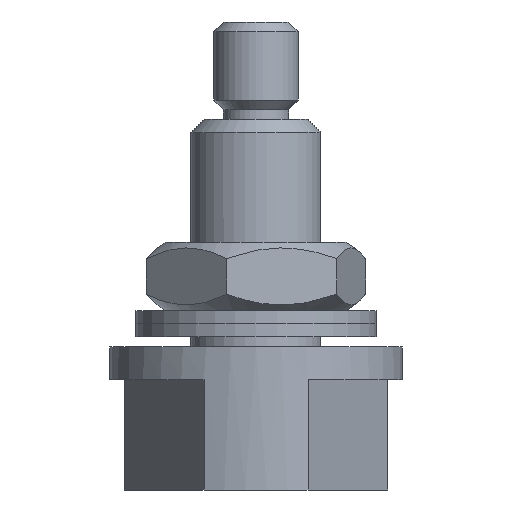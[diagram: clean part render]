
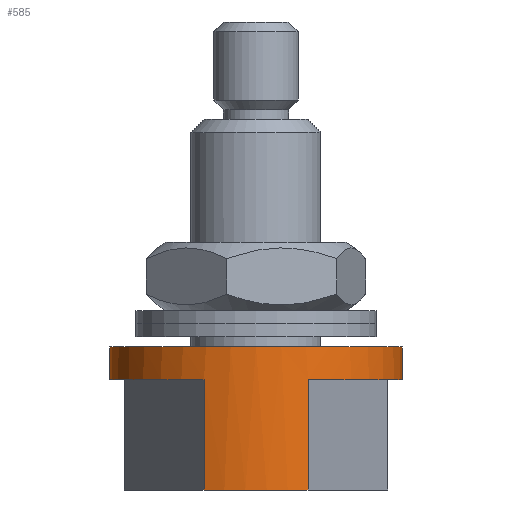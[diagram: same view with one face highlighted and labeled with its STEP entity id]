
A CAD part, left-side view. The second image highlights one B-rep face of the part: STEP entity #585.
In plain terms, the highlighted cylindrical face has radius 4.5 mm (diameter 9 mm), a full revolution.
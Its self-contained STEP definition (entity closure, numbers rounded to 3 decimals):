
#66=B_SPLINE_CURVE_WITH_KNOTS('',3,(#1009,#1010,#1011,#1012,#1013,#1014,
#1015,#1016,#1017,#1018),.UNSPECIFIED.,.F.,.F.,(4,2,2,2,4),(0.637,
0.691,0.744,0.797,0.85),
 .UNSPECIFIED.);
#67=B_SPLINE_CURVE_WITH_KNOTS('',3,(#1020,#1021,#1022,#1023,#1024,#1025,
#1026,#1027,#1028,#1029),.UNSPECIFIED.,.F.,.F.,(4,2,2,2,4),(0.,0.053,
0.106,0.159,0.212),.UNSPECIFIED.);
#68=B_SPLINE_CURVE_WITH_KNOTS('',3,(#1035,#1036,#1037,#1038,#1039,#1040,
#1041,#1042,#1043,#1044,#1045,#1046,#1047,#1048,#1049,#1050,#1051,#1052),
 .UNSPECIFIED.,.F.,.F.,(4,2,2,2,2,2,2,2,4),(0.212,0.266,
0.319,0.372,0.425,0.478,
0.531,0.584,0.637),.UNSPECIFIED.);
#69=CYLINDRICAL_SURFACE('',#716,4.5);
#79=CIRCLE('',#711,4.5);
#80=CIRCLE('',#715,4.5);
#81=CIRCLE('',#717,4.5);
#82=CIRCLE('',#718,4.5);
#83=CIRCLE('',#719,4.5);
#84=CIRCLE('',#720,4.5);
#114=FACE_OUTER_BOUND('',#152,.T.);
#152=EDGE_LOOP('',(#418,#419,#420,#421,#422,#423,#424,#425,#426,#427,#428,
#429,#430,#431,#432,#433,#434));
#193=LINE('',#974,#229);
#198=LINE('',#983,#234);
#202=LINE('',#994,#238);
#204=LINE('',#999,#240);
#206=LINE('',#1007,#242);
#207=LINE('',#1031,#243);
#229=VECTOR('',#788,10.);
#234=VECTOR('',#795,10.);
#238=VECTOR('',#805,10.);
#240=VECTOR('',#809,10.);
#242=VECTOR('',#819,4.5);
#243=VECTOR('',#820,4.5);
#264=VERTEX_POINT('',#970);
#266=VERTEX_POINT('',#973);
#268=VERTEX_POINT('',#979);
#269=VERTEX_POINT('',#981);
#271=VERTEX_POINT('',#988);
#273=VERTEX_POINT('',#992);
#274=VERTEX_POINT('',#996);
#275=VERTEX_POINT('',#998);
#276=VERTEX_POINT('',#1004);
#277=VERTEX_POINT('',#1006);
#278=VERTEX_POINT('',#1008);
#279=VERTEX_POINT('',#1019);
#280=VERTEX_POINT('',#1030);
#317=EDGE_CURVE('',#266,#264,#193,.T.);
#322=EDGE_CURVE('',#268,#269,#198,.T.);
#323=EDGE_CURVE('',#269,#266,#79,.T.);
#327=EDGE_CURVE('',#271,#273,#202,.T.);
#329=EDGE_CURVE('',#275,#274,#204,.T.);
#331=EDGE_CURVE('',#273,#275,#80,.T.);
#332=EDGE_CURVE('',#276,#276,#81,.T.);
#333=EDGE_CURVE('',#276,#277,#206,.T.);
#334=EDGE_CURVE('',#277,#278,#66,.T.);
#335=EDGE_CURVE('',#278,#279,#67,.T.);
#336=EDGE_CURVE('',#279,#280,#207,.T.);
#337=EDGE_CURVE('',#271,#280,#82,.T.);
#338=EDGE_CURVE('',#268,#274,#83,.T.);
#339=EDGE_CURVE('',#280,#264,#84,.T.);
#340=EDGE_CURVE('',#279,#277,#68,.T.);
#418=ORIENTED_EDGE('',*,*,#332,.F.);
#419=ORIENTED_EDGE('',*,*,#333,.T.);
#420=ORIENTED_EDGE('',*,*,#334,.T.);
#421=ORIENTED_EDGE('',*,*,#335,.T.);
#422=ORIENTED_EDGE('',*,*,#336,.T.);
#423=ORIENTED_EDGE('',*,*,#337,.F.);
#424=ORIENTED_EDGE('',*,*,#327,.T.);
#425=ORIENTED_EDGE('',*,*,#331,.T.);
#426=ORIENTED_EDGE('',*,*,#329,.T.);
#427=ORIENTED_EDGE('',*,*,#338,.F.);
#428=ORIENTED_EDGE('',*,*,#322,.T.);
#429=ORIENTED_EDGE('',*,*,#323,.T.);
#430=ORIENTED_EDGE('',*,*,#317,.T.);
#431=ORIENTED_EDGE('',*,*,#339,.F.);
#432=ORIENTED_EDGE('',*,*,#336,.F.);
#433=ORIENTED_EDGE('',*,*,#340,.T.);
#434=ORIENTED_EDGE('',*,*,#333,.F.);
#585=ADVANCED_FACE('',(#114),#69,.T.);
#711=AXIS2_PLACEMENT_3D('',#985,#798,#799);
#715=AXIS2_PLACEMENT_3D('',#1002,#813,#814);
#716=AXIS2_PLACEMENT_3D('',#1003,#815,#816);
#717=AXIS2_PLACEMENT_3D('',#1005,#817,#818);
#718=AXIS2_PLACEMENT_3D('',#1032,#821,#822);
#719=AXIS2_PLACEMENT_3D('',#1033,#823,#824);
#720=AXIS2_PLACEMENT_3D('',#1034,#825,#826);
#788=DIRECTION('',(0.,0.,-1.));
#795=DIRECTION('',(0.,0.,1.));
#798=DIRECTION('center_axis',(0.,0.,1.));
#799=DIRECTION('ref_axis',(-1.,0.,0.));
#805=DIRECTION('',(0.,0.,1.));
#809=DIRECTION('',(0.,0.,-1.));
#813=DIRECTION('center_axis',(0.,0.,1.));
#814=DIRECTION('ref_axis',(-1.,0.,0.));
#815=DIRECTION('center_axis',(0.,0.,1.));
#816=DIRECTION('ref_axis',(-1.,0.,0.));
#817=DIRECTION('center_axis',(0.,0.,1.));
#818=DIRECTION('ref_axis',(-1.,0.,0.));
#819=DIRECTION('',(0.,0.,-1.));
#820=DIRECTION('',(0.,0.,-1.));
#821=DIRECTION('center_axis',(0.,0.,-1.));
#822=DIRECTION('ref_axis',(-1.,0.,0.));
#823=DIRECTION('center_axis',(0.,0.,-1.));
#824=DIRECTION('ref_axis',(-1.,0.,0.));
#825=DIRECTION('center_axis',(0.,0.,-1.));
#826=DIRECTION('ref_axis',(-1.,0.,0.));
#970=CARTESIAN_POINT('',(4.206,-1.6,0.));
#973=CARTESIAN_POINT('',(4.206,-1.6,3.4));
#974=CARTESIAN_POINT('',(4.206,-1.6,0.));
#979=CARTESIAN_POINT('',(-4.206,-1.6,0.));
#981=CARTESIAN_POINT('',(-4.206,-1.6,3.4));
#983=CARTESIAN_POINT('',(-4.206,-1.6,0.));
#985=CARTESIAN_POINT('Origin',(0.,0.,3.4));
#988=CARTESIAN_POINT('',(4.206,1.6,0.));
#992=CARTESIAN_POINT('',(4.206,1.6,3.4));
#994=CARTESIAN_POINT('',(4.206,1.6,0.));
#996=CARTESIAN_POINT('',(-4.206,1.6,0.));
#998=CARTESIAN_POINT('',(-4.206,1.6,3.4));
#999=CARTESIAN_POINT('',(-4.206,1.6,0.));
#1002=CARTESIAN_POINT('Origin',(0.,0.,3.4));
#1003=CARTESIAN_POINT('Origin',(0.,0.,0.));
#1004=CARTESIAN_POINT('',(4.5,0.,4.4));
#1005=CARTESIAN_POINT('Origin',(0.,0.,4.4));
#1006=CARTESIAN_POINT('',(4.5,0.,3.4));
#1007=CARTESIAN_POINT('',(4.5,0.,0.));
#1008=CARTESIAN_POINT('',(4.277,1.4,2.));
#1009=CARTESIAN_POINT('Ctrl Pts',(4.5,0.,3.4));
#1010=CARTESIAN_POINT('Ctrl Pts',(4.5,0.177,3.4));
#1011=CARTESIAN_POINT('Ctrl Pts',(4.489,0.365,3.364));
#1012=CARTESIAN_POINT('Ctrl Pts',(4.447,0.71,3.221));
#1013=CARTESIAN_POINT('Ctrl Pts',(4.418,0.866,3.114));
#1014=CARTESIAN_POINT('Ctrl Pts',(4.362,1.114,2.866));
#1015=CARTESIAN_POINT('Ctrl Pts',(4.332,1.221,2.71));
#1016=CARTESIAN_POINT('Ctrl Pts',(4.289,1.364,2.365));
#1017=CARTESIAN_POINT('Ctrl Pts',(4.277,1.4,2.177));
#1018=CARTESIAN_POINT('Ctrl Pts',(4.277,1.4,2.));
#1019=CARTESIAN_POINT('',(4.5,0.,0.6));
#1020=CARTESIAN_POINT('Ctrl Pts',(4.277,1.4,2.));
#1021=CARTESIAN_POINT('Ctrl Pts',(4.277,1.4,1.823));
#1022=CARTESIAN_POINT('Ctrl Pts',(4.289,1.364,1.635));
#1023=CARTESIAN_POINT('Ctrl Pts',(4.332,1.221,1.29));
#1024=CARTESIAN_POINT('Ctrl Pts',(4.362,1.114,1.134));
#1025=CARTESIAN_POINT('Ctrl Pts',(4.418,0.866,0.886));
#1026=CARTESIAN_POINT('Ctrl Pts',(4.447,0.71,0.779));
#1027=CARTESIAN_POINT('Ctrl Pts',(4.489,0.365,0.636));
#1028=CARTESIAN_POINT('Ctrl Pts',(4.5,0.177,0.6));
#1029=CARTESIAN_POINT('Ctrl Pts',(4.5,0.,0.6));
#1030=CARTESIAN_POINT('',(4.5,0.,0.));
#1031=CARTESIAN_POINT('',(4.5,0.,0.));
#1032=CARTESIAN_POINT('Origin',(0.,0.,0.));
#1033=CARTESIAN_POINT('Origin',(0.,0.,0.));
#1034=CARTESIAN_POINT('Origin',(0.,0.,0.));
#1035=CARTESIAN_POINT('Ctrl Pts',(4.5,0.,0.6));
#1036=CARTESIAN_POINT('Ctrl Pts',(4.5,-0.177,0.6));
#1037=CARTESIAN_POINT('Ctrl Pts',(4.489,-0.365,0.636));
#1038=CARTESIAN_POINT('Ctrl Pts',(4.447,-0.71,0.779));
#1039=CARTESIAN_POINT('Ctrl Pts',(4.418,-0.866,0.886));
#1040=CARTESIAN_POINT('Ctrl Pts',(4.362,-1.114,1.134));
#1041=CARTESIAN_POINT('Ctrl Pts',(4.332,-1.221,1.29));
#1042=CARTESIAN_POINT('Ctrl Pts',(4.289,-1.364,1.635));
#1043=CARTESIAN_POINT('Ctrl Pts',(4.277,-1.4,1.823));
#1044=CARTESIAN_POINT('Ctrl Pts',(4.277,-1.4,2.177));
#1045=CARTESIAN_POINT('Ctrl Pts',(4.289,-1.364,2.365));
#1046=CARTESIAN_POINT('Ctrl Pts',(4.332,-1.221,2.71));
#1047=CARTESIAN_POINT('Ctrl Pts',(4.362,-1.114,2.866));
#1048=CARTESIAN_POINT('Ctrl Pts',(4.418,-0.866,3.114));
#1049=CARTESIAN_POINT('Ctrl Pts',(4.447,-0.71,3.221));
#1050=CARTESIAN_POINT('Ctrl Pts',(4.489,-0.365,3.364));
#1051=CARTESIAN_POINT('Ctrl Pts',(4.5,-0.177,3.4));
#1052=CARTESIAN_POINT('Ctrl Pts',(4.5,0.,3.4));
